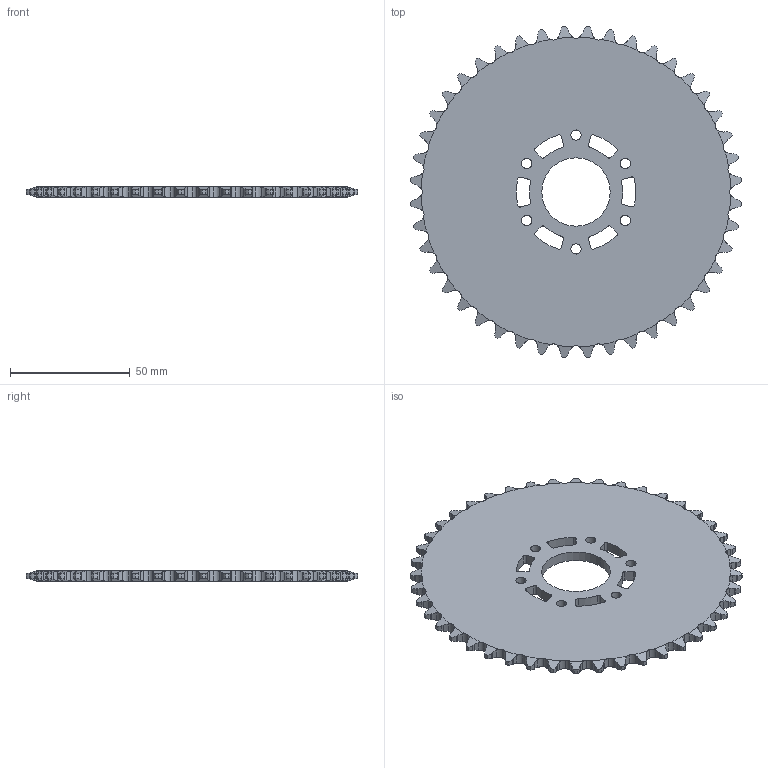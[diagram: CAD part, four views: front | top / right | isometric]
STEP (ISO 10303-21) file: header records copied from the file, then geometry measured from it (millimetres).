
FILE_DESCRIPTION (( 'STEP AP203' ), '1' );
FILE_NAME ('217-2647.20121204.STEP', '2012-12-05T02:08:38', ( 'svradm' ), ( 'Microsoft' ), 'SwSTEP 2.0', 'SolidWorks 2012', '' );
FILE_SCHEMA (( 'CONFIG_CONTROL_DESIGN' ));
Length unit declared in the file: inch
Products named in the file (1): 217-2647.20121204
Bounding box: 138.63 x 138.63 x 4.29 mm (x, y, z)
Volume: 54058.8 mm3; surface area: 29365.7 mm2
Topology: 1 solids, 1 shells, 556 faces, 1662 edges, 1108 vertices
Faces by surface type: cylinder 366, plane 102, cone 88
Entity records: 19961 total; most frequent: CARTESIAN_POINT 5791, ORIENTED_EDGE 3324, DIRECTION 2540, EDGE_CURVE 1662, VERTEX_POINT 1108, AXIS2_PLACEMENT_3D 1025, B_SPLINE_CURVE_WITH_KNOTS 704, EDGE_LOOP 582
